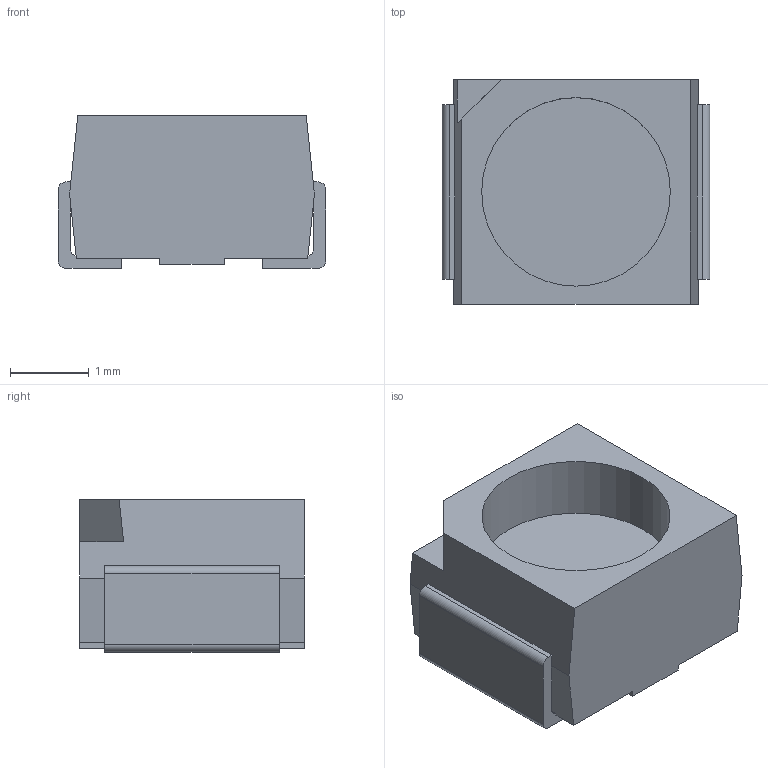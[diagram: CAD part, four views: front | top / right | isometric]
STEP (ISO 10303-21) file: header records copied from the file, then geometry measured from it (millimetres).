
FILE_DESCRIPTION(('FreeCAD Model'),'2;1');
FILE_NAME('Open CASCADE Shape Model','2023-04-17T14:24:36',( 'kicad StepUp'),('ksu MCAD'),'Open CASCADE STEP processor 7.6', 'FreeCAD','Unknown');
FILE_SCHEMA(('AUTOMOTIVE_DESIGN { 1 0 10303 214 1 1 1 1 }'));
Length unit declared in the file: millimetre
Products named in the file (1): PLCC-2_KA
Bounding box: 3.39 x 2.84 x 1.93 mm (x, y, z)
Volume: 13 mm3; surface area: 54 mm2
Topology: 1 solids, 1 shells, 38 faces, 117 edges, 78 vertices
Faces by surface type: plane 29, cylinder 9
Full cylindrical faces by diameter (mm): 2.388 x1
Entity records: 1597 total; most frequent: CARTESIAN_POINT 234, ORIENTED_EDGE 234, DIRECTION 213, EDGE_CURVE 117, LINE 99, VECTOR 99, VERTEX_POINT 78, AXIS2_PLACEMENT_3D 57
